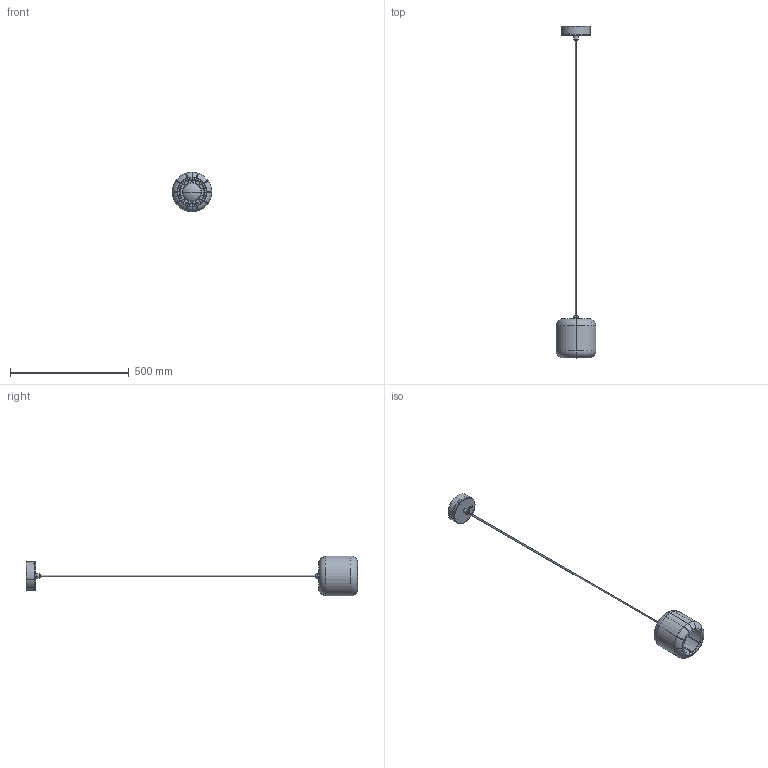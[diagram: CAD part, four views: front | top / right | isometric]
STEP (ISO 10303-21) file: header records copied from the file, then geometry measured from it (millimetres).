
FILE_DESCRIPTION (( 'STEP AP203' ), '1' );
FILE_NAME ('NANS TUBULAR S-16 Outdoor 0309192xxyyy.STEP', '2021-07-08T15:01:26', ( '' ), ( '' ), 'SwSTEP 2.0', 'SolidWorks 2019', '' );
FILE_SCHEMA (( 'CONFIG_CONTROL_DESIGN' ));
Length unit declared in the file: millimetre
Products named in the file (11): NANS TUBULAR S-16 Outdoor 0309192xxyyy; 000-261-046; 000-338-160; 000-906-015 NANS S -MINI 2000; 000-309-503; 000-309-505; 000-309-106; 000-309-510 M; 000-309-029; 000-D965-310-A2; 000-SUB309-501
Assembly tree (12 placements, depth 3):
  NANS TUBULAR S-16 Outdoor 0309192xxyyy
    000-SUB309-501
      000-309-510 M
      000-309-505
      000-309-503
      000-309-029  x2
      000-906-015 NANS S -MINI 2000
      000-D965-310-A2  x2
      000-338-160
      000-261-046
    000-309-106
Bounding box: 167 x 1396.5 x 167 mm (x, y, z)
Volume: 399160.1 mm3; surface area: 426710.5 mm2
Topology: 11 solids, 13 shells, 1014 faces, 2635 edges, 1614 vertices
Faces by surface type: plane 240, cone 230, torus 208, cylinder 182, bspline 132, sphere 22
Entity records: 34437 total; most frequent: CARTESIAN_POINT 10173, ORIENTED_EDGE 4972, DIRECTION 4768, EDGE_CURVE 2486, AXIS2_PLACEMENT_3D 2055, VERTEX_POINT 1558, CIRCLE 1207, EDGE_LOOP 1082
